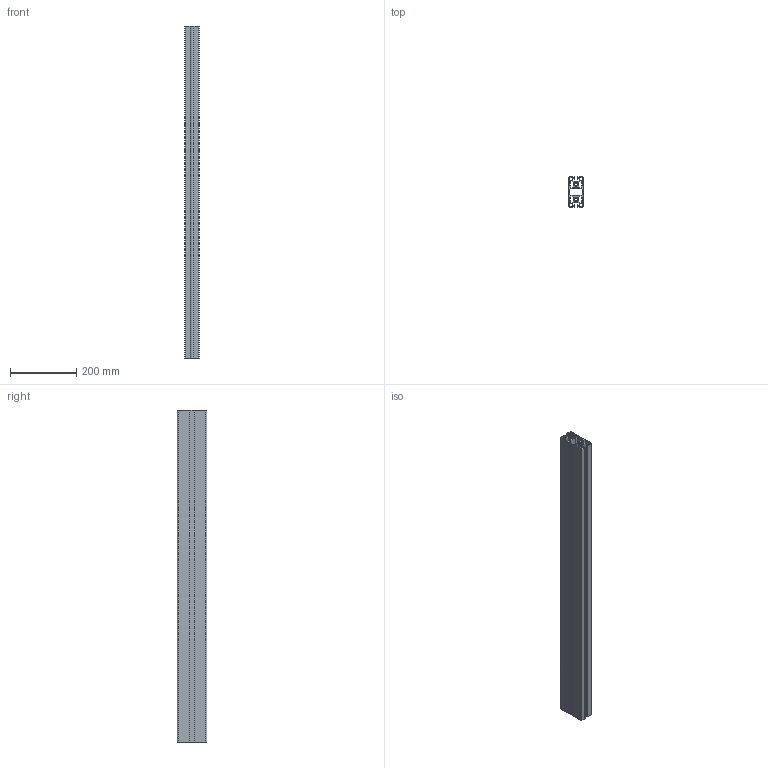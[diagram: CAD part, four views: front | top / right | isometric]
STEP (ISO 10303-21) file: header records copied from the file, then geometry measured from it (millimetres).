
FILE_DESCRIPTION(/* description */ ('KriTec Profil 10 90x45 4N 180 leicht '),/* implementation_level */ '2;1');
FILE_NAME(/* name */ '80071_KriTec_Profil_10_90x45_4N_180_leicht.stp',/* time_stamp */ '2019-08-26T13:35:52+02:00',/* author */ ('Nell'),/* organization */ (''),/* preprocessor_version */ 'ST-DEVELOPER v17',/* originating_system */ 'Autodesk Inventor 2018',/* authorisation */ '');
FILE_SCHEMA (('AUTOMOTIVE_DESIGN { 1 0 10303 214 3 1 1 }'));
Length unit declared in the file: millimetre
Products named in the file (1): 80071
Bounding box: 45 x 90 x 1000 mm (x, y, z)
Volume: 1181454.4 mm3; surface area: 1052714.4 mm2
Topology: 1 solids, 1 shells, 206 faces, 612 edges, 408 vertices
Faces by surface type: plane 160, cylinder 46
Entity records: 6939 total; most frequent: CARTESIAN_POINT 1227, ORIENTED_EDGE 1224, DIRECTION 1118, EDGE_CURVE 612, LINE 520, VECTOR 520, VERTEX_POINT 408, AXIS2_PLACEMENT_3D 299
